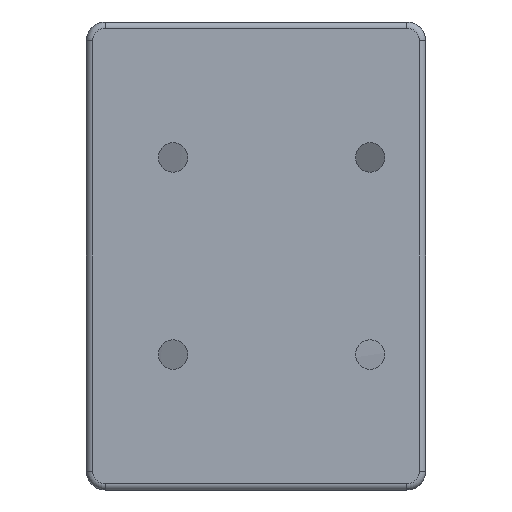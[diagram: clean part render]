
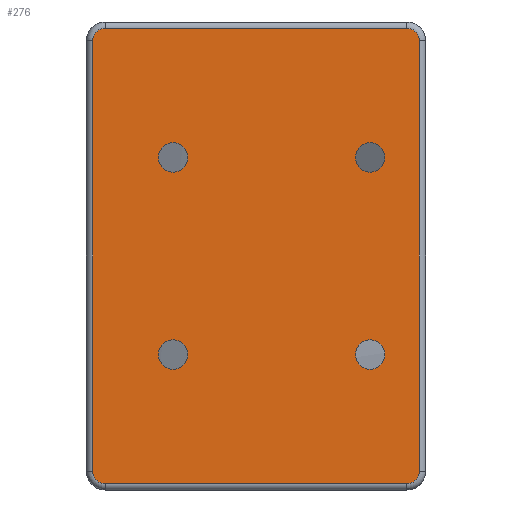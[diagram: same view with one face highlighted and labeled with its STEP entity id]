
A CAD part, front view. The second image highlights one B-rep face of the part: STEP entity #276.
In plain terms, the highlighted planar face has unit normal (0, -1, 0).
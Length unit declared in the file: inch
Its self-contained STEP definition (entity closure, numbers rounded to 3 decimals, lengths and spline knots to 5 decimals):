
#23 = CARTESIAN_POINT ( 'NONE',  ( -0.53213, -0.1, 0.72803 ) ) ;
#54 = CARTESIAN_POINT ( 'NONE',  ( -0.31496, -0.1, -0.36196 ) ) ;
#67 = CARTESIAN_POINT ( 'NONE',  ( -0.31496, -0.1, 0.26796 ) ) ;
#68 = CARTESIAN_POINT ( 'NONE',  ( 0.43213, -0.1, 0.72803 ) ) ;
#69 = CARTESIAN_POINT ( 'NONE',  ( -0.57213, -0.1, 0.68803 ) ) ;
#70 = CARTESIAN_POINT ( 'NONE',  ( 0.31496, -0.1, 0.36196 ) ) ;
#74 = CARTESIAN_POINT ( 'NONE',  ( 0.31496, -0.1, 0.26796 ) ) ;
#75 = CARTESIAN_POINT ( 'NONE',  ( -0.31496, -0.1, 0.36196 ) ) ;
#77 = CARTESIAN_POINT ( 'NONE',  ( -0.31496, -0.1, -0.26796 ) ) ;
#80 = CARTESIAN_POINT ( 'NONE',  ( 0.31496, -0.1, -0.36196 ) ) ;
#81 = CARTESIAN_POINT ( 'NONE',  ( 0.31496, -0.1, -0.26796 ) ) ;
#114 = CARTESIAN_POINT ( 'NONE',  ( 0.47213, -0.1, 0.68803 ) ) ;
#115 = CARTESIAN_POINT ( 'NONE',  ( 0.47213, -0.1, -0.68803 ) ) ;
#124 = CARTESIAN_POINT ( 'NONE',  ( -0.57213, -0.1, -0.68803 ) ) ;
#125 = CARTESIAN_POINT ( 'NONE',  ( -0.53213, -0.1, -0.72803 ) ) ;
#126 = CARTESIAN_POINT ( 'NONE',  ( 0.43213, -0.1, -0.72803 ) ) ;
#234 = EDGE_CURVE ( 'NONE', #2698, #2687, #972, .T. ) ;
#235 = EDGE_CURVE ( 'NONE', #2697, #2698, #2309, .T. ) ;
#236 = EDGE_CURVE ( 'NONE', #2696, #2697, #973, .T. ) ;
#237 = EDGE_CURVE ( 'NONE', #2366, #2696, #2310, .T. ) ;
#238 = EDGE_CURVE ( 'NONE', #2255, #2366, #968, .T. ) ;
#239 = EDGE_CURVE ( 'NONE', #2241, #2255, #2304, .T. ) ;
#240 = EDGE_CURVE ( 'NONE', #2686, #2241, #965, .T. ) ;
#241 = EDGE_CURVE ( 'NONE', #2687, #2686, #2298, .T. ) ;
#242 = EDGE_CURVE ( 'NONE', #2653, #2652, #962, .T. ) ;
#243 = EDGE_CURVE ( 'NONE', #2649, #2648, #979, .T. ) ;
#244 = EDGE_CURVE ( 'NONE', #2646, #2643, #961, .T. ) ;
#245 = EDGE_CURVE ( 'NONE', #2645, #2640, #959, .T. ) ;
#276 = ADVANCED_FACE ( 'NONE', ( #2153, #2158, #2150, #2148, #2154 ), #2152, .F. ) ;
#330 = EDGE_CURVE ( 'NONE', #2643, #2646, #892, .T. ) ;
#334 = EDGE_CURVE ( 'NONE', #2640, #2645, #871, .T. ) ;
#338 = EDGE_CURVE ( 'NONE', #2648, #2649, #864, .T. ) ;
#342 = EDGE_CURVE ( 'NONE', #2652, #2653, #858, .T. ) ;
#856 = AXIS2_PLACEMENT_3D ( 'NONE', #1067, #1066, #1065 ) ;
#858 = CIRCLE ( 'NONE', #856, 0.047 ) ;
#862 = AXIS2_PLACEMENT_3D ( 'NONE', #1079, #1078, #1077 ) ;
#864 = CIRCLE ( 'NONE', #862, 0.047 ) ;
#868 = AXIS2_PLACEMENT_3D ( 'NONE', #1092, #1091, #1090 ) ;
#871 = CIRCLE ( 'NONE', #868, 0.047 ) ;
#892 = CIRCLE ( 'NONE', #894, 0.047 ) ;
#894 = AXIS2_PLACEMENT_3D ( 'NONE', #1104, #1103, #1102 ) ;
#916 = AXIS2_PLACEMENT_3D ( 'NONE', #2149, #2146, #2145 ) ;
#954 = AXIS2_PLACEMENT_3D ( 'NONE', #2277, #2276, #2275 ) ;
#956 = AXIS2_PLACEMENT_3D ( 'NONE', #2280, #2279, #2278 ) ;
#958 = AXIS2_PLACEMENT_3D ( 'NONE', #2283, #2282, #2281 ) ;
#959 = CIRCLE ( 'NONE', #954, 0.047 ) ;
#960 = AXIS2_PLACEMENT_3D ( 'NONE', #2286, #2285, #2284 ) ;
#961 = CIRCLE ( 'NONE', #956, 0.047 ) ;
#962 = CIRCLE ( 'NONE', #960, 0.047 ) ;
#963 = AXIS2_PLACEMENT_3D ( 'NONE', #2291, #2290, #2289 ) ;
#964 = VECTOR ( 'NONE', #2288, 39.37008 ) ;
#965 = CIRCLE ( 'NONE', #963, 0.04 ) ;
#966 = AXIS2_PLACEMENT_3D ( 'NONE', #2296, #2295, #2294 ) ;
#967 = VECTOR ( 'NONE', #2293, 39.37008 ) ;
#968 = CIRCLE ( 'NONE', #966, 0.04 ) ;
#969 = AXIS2_PLACEMENT_3D ( 'NONE', #2302, #2301, #2300 ) ;
#970 = VECTOR ( 'NONE', #2299, 39.37008 ) ;
#972 = CIRCLE ( 'NONE', #978, 0.04 ) ;
#973 = CIRCLE ( 'NONE', #969, 0.04 ) ;
#975 = VECTOR ( 'NONE', #2305, 39.37008 ) ;
#978 = AXIS2_PLACEMENT_3D ( 'NONE', #2308, #2307, #2306 ) ;
#979 = CIRCLE ( 'NONE', #958, 0.047 ) ;
#1065 = DIRECTION ( 'NONE',  ( 0., 0., 1. ) ) ;
#1066 = DIRECTION ( 'NONE',  ( 0., 1., 0. ) ) ;
#1067 = CARTESIAN_POINT ( 'NONE',  ( 0.31496, -0.1, -0.31496 ) ) ;
#1077 = DIRECTION ( 'NONE',  ( 0., 0., 1. ) ) ;
#1078 = DIRECTION ( 'NONE',  ( 0., 1., 0. ) ) ;
#1079 = CARTESIAN_POINT ( 'NONE',  ( -0.31496, -0.1, -0.31496 ) ) ;
#1090 = DIRECTION ( 'NONE',  ( 0., 0., 1. ) ) ;
#1091 = DIRECTION ( 'NONE',  ( 0., 1., 0. ) ) ;
#1092 = CARTESIAN_POINT ( 'NONE',  ( -0.31496, -0.1, 0.31496 ) ) ;
#1102 = DIRECTION ( 'NONE',  ( 0., 0., 1. ) ) ;
#1103 = DIRECTION ( 'NONE',  ( 0., 1., 0. ) ) ;
#1104 = CARTESIAN_POINT ( 'NONE',  ( 0.31496, -0.1, 0.31496 ) ) ;
#2145 = DIRECTION ( 'NONE',  ( 0., 0., 1. ) ) ;
#2146 = DIRECTION ( 'NONE',  ( 0., 1., 0. ) ) ;
#2148 = FACE_BOUND ( 'NONE', #2419, .T. ) ;
#2149 = CARTESIAN_POINT ( 'NONE',  ( 0.49213, -0.1, 0.74803 ) ) ;
#2150 = FACE_BOUND ( 'NONE', #2442, .T. ) ;
#2152 = PLANE ( 'NONE',  #916 ) ;
#2153 = FACE_BOUND ( 'NONE', #2437, .T. ) ;
#2154 = FACE_OUTER_BOUND ( 'NONE', #2446, .T. ) ;
#2158 = FACE_BOUND ( 'NONE', #2445, .T. ) ;
#2241 = VERTEX_POINT ( 'NONE', #68 ) ;
#2255 = VERTEX_POINT ( 'NONE', #23 ) ;
#2275 = DIRECTION ( 'NONE',  ( 0., 0., 1. ) ) ;
#2276 = DIRECTION ( 'NONE',  ( 0., 1., 0. ) ) ;
#2277 = CARTESIAN_POINT ( 'NONE',  ( -0.31496, -0.1, 0.31496 ) ) ;
#2278 = DIRECTION ( 'NONE',  ( 0., 0., 1. ) ) ;
#2279 = DIRECTION ( 'NONE',  ( 0., 1., 0. ) ) ;
#2280 = CARTESIAN_POINT ( 'NONE',  ( 0.31496, -0.1, 0.31496 ) ) ;
#2281 = DIRECTION ( 'NONE',  ( 0., 0., 1. ) ) ;
#2282 = DIRECTION ( 'NONE',  ( 0., 1., 0. ) ) ;
#2283 = CARTESIAN_POINT ( 'NONE',  ( -0.31496, -0.1, -0.31496 ) ) ;
#2284 = DIRECTION ( 'NONE',  ( 0., 0., 1. ) ) ;
#2285 = DIRECTION ( 'NONE',  ( 0., 1., 0. ) ) ;
#2286 = CARTESIAN_POINT ( 'NONE',  ( 0.31496, -0.1, -0.31496 ) ) ;
#2288 = DIRECTION ( 'NONE',  ( 0., 0., 1. ) ) ;
#2289 = DIRECTION ( 'NONE',  ( 0., 0., 1. ) ) ;
#2290 = DIRECTION ( 'NONE',  ( 0., -1., 0. ) ) ;
#2291 = CARTESIAN_POINT ( 'NONE',  ( 0.43213, -0.1, 0.68803 ) ) ;
#2293 = DIRECTION ( 'NONE',  ( -1., 0., 0. ) ) ;
#2294 = DIRECTION ( 'NONE',  ( 0., 0., 1. ) ) ;
#2295 = DIRECTION ( 'NONE',  ( 0., -1., 0. ) ) ;
#2296 = CARTESIAN_POINT ( 'NONE',  ( -0.53213, -0.1, 0.68803 ) ) ;
#2297 = CARTESIAN_POINT ( 'NONE',  ( 0.47213, -0.1, 0.68803 ) ) ;
#2298 = LINE ( 'NONE', #2297, #964 ) ;
#2299 = DIRECTION ( 'NONE',  ( 0., 0., -1. ) ) ;
#2300 = DIRECTION ( 'NONE',  ( 0., 0., 1. ) ) ;
#2301 = DIRECTION ( 'NONE',  ( 0., -1., 0. ) ) ;
#2302 = CARTESIAN_POINT ( 'NONE',  ( -0.53213, -0.1, -0.68803 ) ) ;
#2303 = CARTESIAN_POINT ( 'NONE',  ( -0.53213, -0.1, 0.72803 ) ) ;
#2304 = LINE ( 'NONE', #2303, #967 ) ;
#2305 = DIRECTION ( 'NONE',  ( 1., 0., 0. ) ) ;
#2306 = DIRECTION ( 'NONE',  ( 0., 0., 1. ) ) ;
#2307 = DIRECTION ( 'NONE',  ( 0., -1., 0. ) ) ;
#2308 = CARTESIAN_POINT ( 'NONE',  ( 0.43213, -0.1, -0.68803 ) ) ;
#2309 = LINE ( 'NONE', #2319, #975 ) ;
#2310 = LINE ( 'NONE', #2311, #970 ) ;
#2311 = CARTESIAN_POINT ( 'NONE',  ( -0.57213, -0.1, -0.68803 ) ) ;
#2319 = CARTESIAN_POINT ( 'NONE',  ( 0.43213, -0.1, -0.72803 ) ) ;
#2366 = VERTEX_POINT ( 'NONE', #69 ) ;
#2419 = EDGE_LOOP ( 'NONE', ( #2558, #2553 ) ) ;
#2437 = EDGE_LOOP ( 'NONE', ( #2547, #2548 ) ) ;
#2442 = EDGE_LOOP ( 'NONE', ( #2561, #2560 ) ) ;
#2445 = EDGE_LOOP ( 'NONE', ( #2556, #2555 ) ) ;
#2446 = EDGE_LOOP ( 'NONE', ( #2551, #2549, #2550, #2557, #2552, #2554, #2559, #2562 ) ) ;
#2547 = ORIENTED_EDGE ( 'NONE', *, *, #245, .T. ) ;
#2548 = ORIENTED_EDGE ( 'NONE', *, *, #334, .T. ) ;
#2549 = ORIENTED_EDGE ( 'NONE', *, *, #240, .T. ) ;
#2550 = ORIENTED_EDGE ( 'NONE', *, *, #239, .T. ) ;
#2551 = ORIENTED_EDGE ( 'NONE', *, *, #241, .T. ) ;
#2552 = ORIENTED_EDGE ( 'NONE', *, *, #237, .T. ) ;
#2553 = ORIENTED_EDGE ( 'NONE', *, *, #342, .T. ) ;
#2554 = ORIENTED_EDGE ( 'NONE', *, *, #236, .T. ) ;
#2555 = ORIENTED_EDGE ( 'NONE', *, *, #330, .T. ) ;
#2556 = ORIENTED_EDGE ( 'NONE', *, *, #244, .T. ) ;
#2557 = ORIENTED_EDGE ( 'NONE', *, *, #238, .T. ) ;
#2558 = ORIENTED_EDGE ( 'NONE', *, *, #242, .T. ) ;
#2559 = ORIENTED_EDGE ( 'NONE', *, *, #235, .T. ) ;
#2560 = ORIENTED_EDGE ( 'NONE', *, *, #338, .T. ) ;
#2561 = ORIENTED_EDGE ( 'NONE', *, *, #243, .T. ) ;
#2562 = ORIENTED_EDGE ( 'NONE', *, *, #234, .T. ) ;
#2640 = VERTEX_POINT ( 'NONE', #67 ) ;
#2643 = VERTEX_POINT ( 'NONE', #74 ) ;
#2645 = VERTEX_POINT ( 'NONE', #75 ) ;
#2646 = VERTEX_POINT ( 'NONE', #70 ) ;
#2648 = VERTEX_POINT ( 'NONE', #54 ) ;
#2649 = VERTEX_POINT ( 'NONE', #77 ) ;
#2652 = VERTEX_POINT ( 'NONE', #80 ) ;
#2653 = VERTEX_POINT ( 'NONE', #81 ) ;
#2686 = VERTEX_POINT ( 'NONE', #114 ) ;
#2687 = VERTEX_POINT ( 'NONE', #115 ) ;
#2696 = VERTEX_POINT ( 'NONE', #124 ) ;
#2697 = VERTEX_POINT ( 'NONE', #125 ) ;
#2698 = VERTEX_POINT ( 'NONE', #126 ) ;
